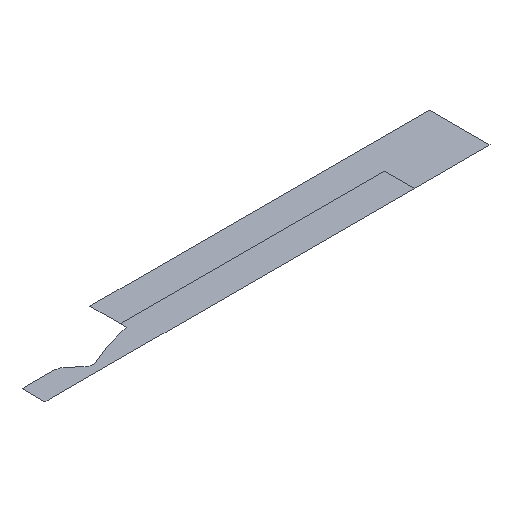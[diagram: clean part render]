
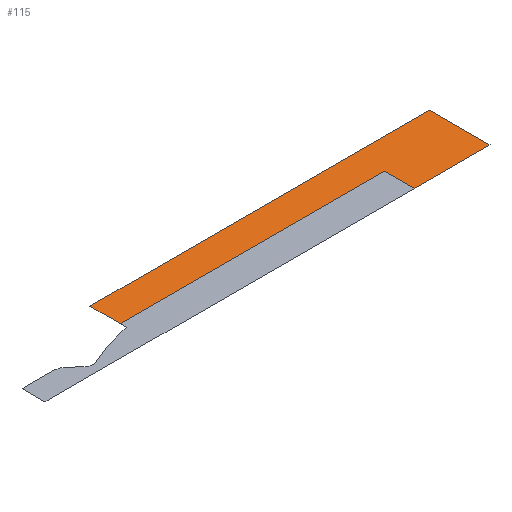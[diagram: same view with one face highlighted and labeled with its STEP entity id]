
A CAD part, isometric view. The second image highlights one B-rep face of the part: STEP entity #115.
In plain terms, the highlighted planar face has unit normal (0, 0, 1).
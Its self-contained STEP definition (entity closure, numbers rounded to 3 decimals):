
#14=FACE_OUTER_BOUND('',#16,.T.);
#16=EDGE_LOOP('',(#106,#107,#108,#109,#110,#111));
#31=LINE('',#344,#46);
#32=LINE('',#346,#47);
#33=LINE('',#348,#48);
#34=LINE('',#350,#49);
#35=LINE('',#352,#50);
#36=LINE('',#353,#51);
#46=VECTOR('',#153,10.);
#47=VECTOR('',#154,10.);
#48=VECTOR('',#155,10.);
#49=VECTOR('',#156,10.);
#50=VECTOR('',#157,10.);
#51=VECTOR('',#158,10.);
#66=VERTEX_POINT('',#342);
#67=VERTEX_POINT('',#343);
#68=VERTEX_POINT('',#345);
#69=VERTEX_POINT('',#347);
#70=VERTEX_POINT('',#349);
#71=VERTEX_POINT('',#351);
#86=EDGE_CURVE('',#66,#67,#31,.T.);
#87=EDGE_CURVE('',#67,#68,#32,.T.);
#88=EDGE_CURVE('',#69,#68,#33,.T.);
#89=EDGE_CURVE('',#70,#69,#34,.T.);
#90=EDGE_CURVE('',#71,#70,#35,.T.);
#91=EDGE_CURVE('',#66,#71,#36,.T.);
#106=ORIENTED_EDGE('',*,*,#86,.T.);
#107=ORIENTED_EDGE('',*,*,#87,.T.);
#108=ORIENTED_EDGE('',*,*,#88,.F.);
#109=ORIENTED_EDGE('',*,*,#89,.F.);
#110=ORIENTED_EDGE('',*,*,#90,.F.);
#111=ORIENTED_EDGE('',*,*,#91,.F.);
#113=PLANE('',#135);
#115=ADVANCED_FACE('',(#14),#113,.T.);
#135=AXIS2_PLACEMENT_3D('',#341,#151,#152);
#151=DIRECTION('center_axis',(0.,0.,1.));
#152=DIRECTION('ref_axis',(1.,0.,0.));
#153=DIRECTION('',(1.,0.,0.));
#154=DIRECTION('',(0.,-1.,0.));
#155=DIRECTION('',(-1.,0.,0.));
#156=DIRECTION('',(0.,-1.,0.));
#157=DIRECTION('',(1.,0.,0.));
#158=DIRECTION('',(0.,1.,0.));
#341=CARTESIAN_POINT('Origin',(576.317,80.,0.));
#342=CARTESIAN_POINT('',(126.317,80.,0.));
#343=CARTESIAN_POINT('',(826.317,80.,0.));
#344=CARTESIAN_POINT('',(126.317,80.,0.));
#345=CARTESIAN_POINT('',(826.317,0.,0.));
#346=CARTESIAN_POINT('',(826.317,80.,0.));
#347=CARTESIAN_POINT('',(1026.317,0.,0.));
#348=CARTESIAN_POINT('',(1026.317,0.,0.));
#349=CARTESIAN_POINT('',(1026.317,160.,0.));
#350=CARTESIAN_POINT('',(1026.317,160.,0.));
#351=CARTESIAN_POINT('',(126.317,160.,0.));
#352=CARTESIAN_POINT('',(126.317,160.,0.));
#353=CARTESIAN_POINT('',(126.317,0.,0.));
